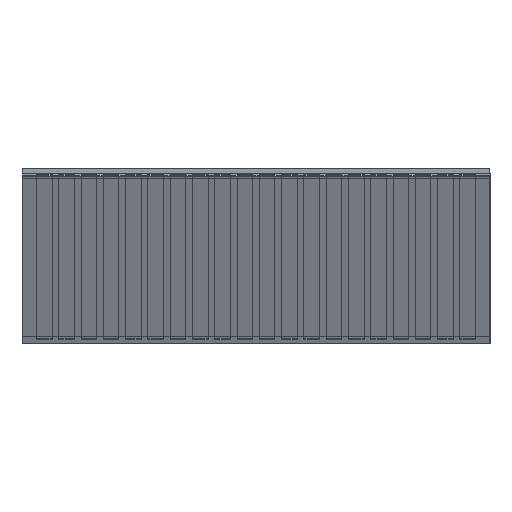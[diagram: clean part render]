
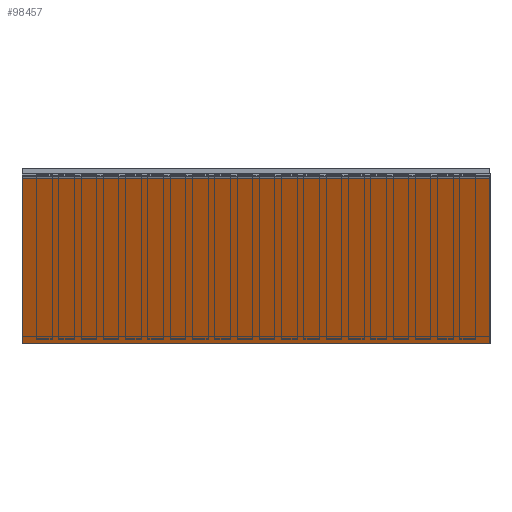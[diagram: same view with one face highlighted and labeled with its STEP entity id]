
A CAD part, left-side view. The second image highlights one B-rep face of the part: STEP entity #98457.
In plain terms, the highlighted planar face has unit normal (-0.914, 0, -0.405).
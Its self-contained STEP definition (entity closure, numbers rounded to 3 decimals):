
#1514=ORIENTED_EDGE('',*,*,#20333,.T.);
#1515=ORIENTED_EDGE('',*,*,#20705,.F.);
#1516=ORIENTED_EDGE('',*,*,#20547,.F.);
#1517=ORIENTED_EDGE('',*,*,#20706,.T.);
#20333=EDGE_CURVE('',#29969,#29968,#36557,.T.);
#20547=EDGE_CURVE('',#30181,#30182,#36771,.T.);
#20705=EDGE_CURVE('',#30182,#29968,#36929,.T.);
#20706=EDGE_CURVE('',#30181,#29969,#36930,.T.);
#29968=VERTEX_POINT('',#126165);
#29969=VERTEX_POINT('',#126167);
#30181=VERTEX_POINT('',#126593);
#30182=VERTEX_POINT('',#126595);
#36557=LINE('',#126166,#46309);
#36771=LINE('',#126594,#46523);
#36929=LINE('',#126907,#46681);
#36930=LINE('',#126909,#46682);
#46309=VECTOR('',#107840,1000.);
#46523=VECTOR('',#108056,1000.);
#46681=VECTOR('',#108272,1000.);
#46682=VECTOR('',#108275,1000.);
#55888=EDGE_LOOP('',(#1514,#1515,#1516,#1517));
#60130=FACE_BOUND('',#55888,.T.);
#64372=PLANE('',#103186);
#98457=ADVANCED_FACE('',(#60130),#64372,.F.);
#103186=AXIS2_PLACEMENT_3D('',#126908,#108273,#108274);
#107840=DIRECTION('',(-0.405,0.,0.914));
#108056=DIRECTION('',(-0.405,0.,0.914));
#108272=DIRECTION('',(0.,-1.,0.));
#108273=DIRECTION('',(0.914,0.,0.405));
#108274=DIRECTION('',(0.405,0.,-0.914));
#108275=DIRECTION('',(0.,-1.,0.));
#126165=CARTESIAN_POINT('',(35.04,0.,-0.167));
#126166=CARTESIAN_POINT('',(35.04,0.,-0.167));
#126167=CARTESIAN_POINT('',(38.32,0.,-7.575));
#126593=CARTESIAN_POINT('',(38.32,21.,-7.575));
#126594=CARTESIAN_POINT('',(35.04,21.,-0.167));
#126595=CARTESIAN_POINT('',(35.04,21.,-0.167));
#126907=CARTESIAN_POINT('',(35.04,21.,-0.167));
#126908=CARTESIAN_POINT('',(35.04,21.,-0.167));
#126909=CARTESIAN_POINT('',(38.32,21.,-7.575));
